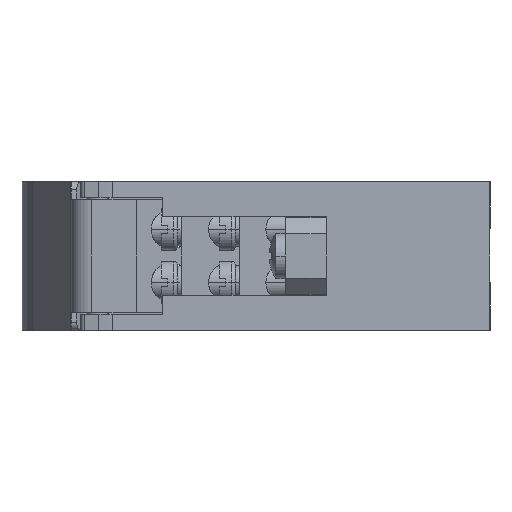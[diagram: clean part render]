
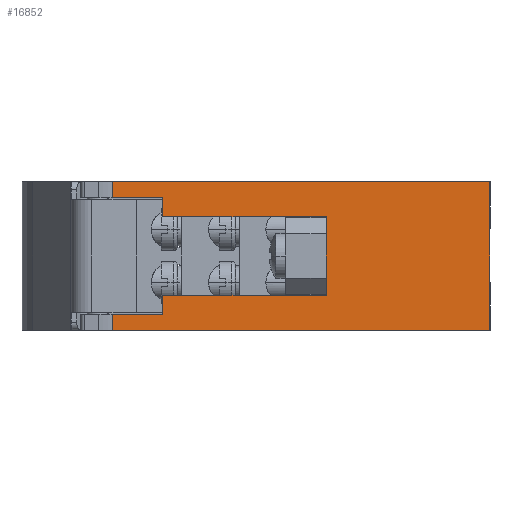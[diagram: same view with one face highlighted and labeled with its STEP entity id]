
A CAD part, left-side view. The second image highlights one B-rep face of the part: STEP entity #16852.
In plain terms, the highlighted planar face has unit normal (-1, 0, 0).
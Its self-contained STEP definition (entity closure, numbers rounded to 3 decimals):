
#1578=DIRECTION('',(0.,0.,-1.));
#1579=VECTOR('',#1578,0.1);
#1580=CARTESIAN_POINT('',(-21.,20.,-4.7));
#1581=LINE('',#1580,#1579);
#1594=DIRECTION('',(0.,0.,-1.));
#1595=VECTOR('',#1594,0.1);
#1596=CARTESIAN_POINT('',(-21.,20.,4.8));
#1597=LINE('',#1596,#1595);
#2097=DIRECTION('',(0.,0.,1.));
#2098=VECTOR('',#2097,9.4);
#2099=CARTESIAN_POINT('',(-21.,20.,-4.7));
#2100=LINE('',#2099,#2098);
#2101=DIRECTION('',(0.,1.,0.));
#2102=VECTOR('',#2101,6.172);
#2103=CARTESIAN_POINT('',(-21.,40.,7.1));
#2104=LINE('',#2103,#2102);
#2105=DIRECTION('',(0.,0.,1.));
#2106=VECTOR('',#2105,2.);
#2107=CARTESIAN_POINT('',(-21.,46.172,7.1));
#2108=LINE('',#2107,#2106);
#2109=DIRECTION('',(0.,-1.,0.));
#2110=VECTOR('',#2109,46.172);
#2111=CARTESIAN_POINT('',(-21.,46.172,9.1));
#2112=LINE('',#2111,#2110);
#2113=DIRECTION('',(0.,1.,0.));
#2114=VECTOR('',#2113,46.172);
#2115=CARTESIAN_POINT('',(-21.,0.,-9.1));
#2116=LINE('',#2115,#2114);
#2117=DIRECTION('',(0.,-1.,0.));
#2118=VECTOR('',#2117,6.172);
#2119=CARTESIAN_POINT('',(-21.,46.172,-7.1));
#2120=LINE('',#2119,#2118);
#2125=DIRECTION('',(0.,-1.,0.));
#2126=VECTOR('',#2125,20.);
#2127=CARTESIAN_POINT('',(-21.,40.,4.8));
#2128=LINE('',#2127,#2126);
#2137=DIRECTION('',(0.,0.,-1.));
#2138=VECTOR('',#2137,2.3);
#2139=CARTESIAN_POINT('',(-21.,40.,7.1));
#2140=LINE('',#2139,#2138);
#2813=DIRECTION('',(0.,0.,-1.));
#2814=VECTOR('',#2813,2.3);
#2815=CARTESIAN_POINT('',(-21.,40.,-4.8));
#2816=LINE('',#2815,#2814);
#2837=DIRECTION('',(0.,1.,0.));
#2838=VECTOR('',#2837,20.);
#2839=CARTESIAN_POINT('',(-21.,20.,-4.8));
#2840=LINE('',#2839,#2838);
#2841=DIRECTION('',(0.,0.,-1.));
#2842=VECTOR('',#2841,2.);
#2843=CARTESIAN_POINT('',(-21.,46.172,-7.1));
#2844=LINE('',#2843,#2842);
#4375=DIRECTION('',(0.,0.,1.));
#4376=VECTOR('',#4375,18.2);
#4377=CARTESIAN_POINT('',(-21.,0.,-9.1));
#4378=LINE('',#4377,#4376);
#11622=CARTESIAN_POINT('',(-21.,46.172,-9.1));
#11623=VERTEX_POINT('',#11622);
#11624=CARTESIAN_POINT('',(-21.,0.,-9.1));
#11625=VERTEX_POINT('',#11624);
#11660=CARTESIAN_POINT('',(-21.,46.172,-7.1));
#11662=VERTEX_POINT('',#11660);
#11738=CARTESIAN_POINT('',(-21.,0.,9.1));
#11739=VERTEX_POINT('',#11738);
#11740=CARTESIAN_POINT('',(-21.,46.172,9.1));
#11741=VERTEX_POINT('',#11740);
#11786=CARTESIAN_POINT('',(-21.,46.172,7.1));
#11787=VERTEX_POINT('',#11786);
#11789=CARTESIAN_POINT('',(-21.,40.,7.1));
#11791=VERTEX_POINT('',#11789);
#11800=CARTESIAN_POINT('',(-21.,40.,-7.1));
#11801=VERTEX_POINT('',#11800);
#11802=CARTESIAN_POINT('',(-21.,40.,-4.8));
#11803=VERTEX_POINT('',#11802);
#11804=CARTESIAN_POINT('',(-21.,20.,-4.8));
#11805=VERTEX_POINT('',#11804);
#11806=CARTESIAN_POINT('',(-21.,40.,4.8));
#11807=CARTESIAN_POINT('',(-21.,20.,4.8));
#11808=VERTEX_POINT('',#11806);
#11809=VERTEX_POINT('',#11807);
#13250=CARTESIAN_POINT('',(-21.,20.,-4.7));
#13251=CARTESIAN_POINT('',(-21.,20.,4.7));
#13252=VERTEX_POINT('',#13250);
#13253=VERTEX_POINT('',#13251);
#16820=CARTESIAN_POINT('',(-21.,23.086,0.));
#16821=DIRECTION('',(1.,0.,0.));
#16822=DIRECTION('',(0.,-1.,0.));
#16823=AXIS2_PLACEMENT_3D('',#16820,#16821,#16822);
#16824=PLANE('',#16823);
#16825=ORIENTED_EDGE('',*,*,#16799,.T.);
#16826=ORIENTED_EDGE('',*,*,#16220,.F.);
#16828=ORIENTED_EDGE('',*,*,#16827,.F.);
#16830=ORIENTED_EDGE('',*,*,#16829,.F.);
#16832=ORIENTED_EDGE('',*,*,#16831,.T.);
#16834=ORIENTED_EDGE('',*,*,#16833,.T.);
#16836=ORIENTED_EDGE('',*,*,#16835,.T.);
#16838=ORIENTED_EDGE('',*,*,#16837,.F.);
#16840=ORIENTED_EDGE('',*,*,#16839,.T.);
#16842=ORIENTED_EDGE('',*,*,#16841,.F.);
#16844=ORIENTED_EDGE('',*,*,#16843,.T.);
#16846=ORIENTED_EDGE('',*,*,#16845,.F.);
#16848=ORIENTED_EDGE('',*,*,#16847,.F.);
#16849=ORIENTED_EDGE('',*,*,#16204,.F.);
#16850=EDGE_LOOP('',(#16825,#16826,#16828,#16830,#16832,#16834,#16836,#16838,
#16840,#16842,#16844,#16846,#16848,#16849));
#16851=FACE_OUTER_BOUND('',#16850,.F.);
#16204=EDGE_CURVE('',#13252,#11805,#1581,.T.);
#16220=EDGE_CURVE('',#11809,#13253,#1597,.T.);
#16799=EDGE_CURVE('',#13252,#13253,#2100,.T.);
#16827=EDGE_CURVE('',#11808,#11809,#2128,.T.);
#16829=EDGE_CURVE('',#11791,#11808,#2140,.T.);
#16831=EDGE_CURVE('',#11791,#11787,#2104,.T.);
#16833=EDGE_CURVE('',#11787,#11741,#2108,.T.);
#16835=EDGE_CURVE('',#11741,#11739,#2112,.T.);
#16837=EDGE_CURVE('',#11625,#11739,#4378,.T.);
#16839=EDGE_CURVE('',#11625,#11623,#2116,.T.);
#16841=EDGE_CURVE('',#11662,#11623,#2844,.T.);
#16843=EDGE_CURVE('',#11662,#11801,#2120,.T.);
#16845=EDGE_CURVE('',#11803,#11801,#2816,.T.);
#16847=EDGE_CURVE('',#11805,#11803,#2840,.T.);
#16852=ADVANCED_FACE('',(#16851),#16824,.F.);
